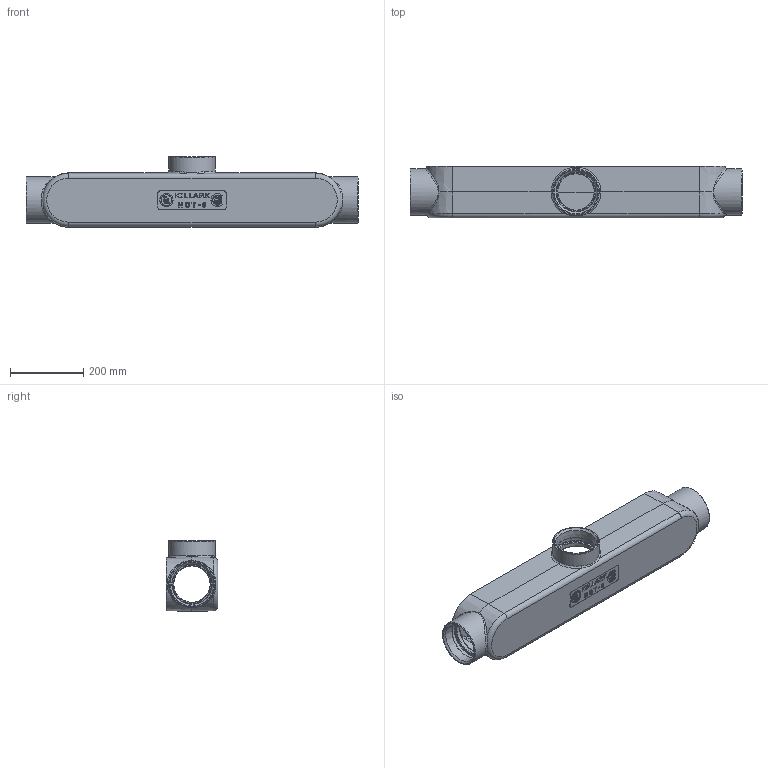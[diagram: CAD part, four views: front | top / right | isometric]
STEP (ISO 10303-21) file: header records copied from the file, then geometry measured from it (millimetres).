
FILE_DESCRIPTION(/* description */ (''),/* implementation_level */ '2;1');
FILE_NAME(/* name */ 'KIL_MOT-0.stp',/* time_stamp */ '2020-06-12T17:31:23+05:00',/* author */ ('kr'),/* organization */ (''),/* preprocessor_version */ 'ST-DEVELOPER v18',/* originating_system */ 'Autodesk Inventor 2020',/* authorisation */ '');
FILE_SCHEMA (('AUTOMOTIVE_DESIGN { 1 0 10303 214 3 1 1 }'));
Length unit declared in the file: inch
Products named in the file (1): 21319
Bounding box: 908.05 x 141.29 x 193.68 mm (x, y, z)
Volume: 3669816.3 mm3; surface area: 798146.9 mm2
Topology: 1 solids, 1 shells, 646 faces, 1703 edges, 1089 vertices
Faces by surface type: plane 267, bspline 225, cylinder 71, cone 68, torus 15
Full cylindrical faces by diameter (mm): 99.416 x3, 114.579 x3, 127 x3
Entity records: 31701 total; most frequent: CARTESIAN_POINT 16970, ORIENTED_EDGE 3390, DIRECTION 2503, EDGE_CURVE 1695, VERTEX_POINT 1089, AXIS2_PLACEMENT_3D 842, LINE 819, VECTOR 819
